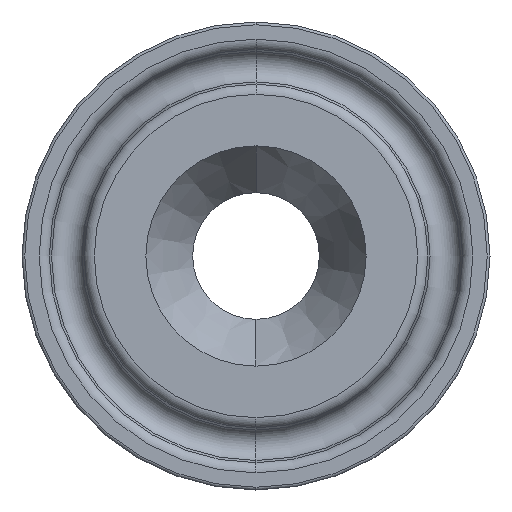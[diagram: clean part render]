
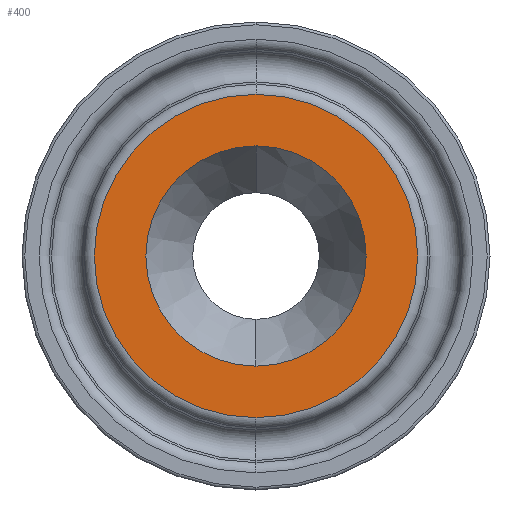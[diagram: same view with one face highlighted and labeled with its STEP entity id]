
A CAD part, left-side view. The second image highlights one B-rep face of the part: STEP entity #400.
In plain terms, the highlighted planar face has unit normal (-1, 0, 0).
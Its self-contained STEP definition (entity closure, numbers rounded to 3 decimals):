
#47 = EDGE_CURVE ( 'NONE', #668, #656, #448, .T. ) ;
#70 = EDGE_LOOP ( 'NONE', ( #156, #953 ) ) ;
#87 = CARTESIAN_POINT ( 'NONE',  ( 0., 0., 0. ) ) ;
#105 = ORIENTED_EDGE ( 'NONE', *, *, #363, .T. ) ;
#144 = DIRECTION ( 'NONE',  ( 0., 0., 1. ) ) ;
#147 = DIRECTION ( 'NONE',  ( 0., 0., -1. ) ) ;
#151 = CARTESIAN_POINT ( 'NONE',  ( 0., 0., 0. ) ) ;
#156 = ORIENTED_EDGE ( 'NONE', *, *, #875, .F. ) ;
#199 = FACE_OUTER_BOUND ( 'NONE', #896, .T. ) ;
#265 = DIRECTION ( 'NONE',  ( 0., 0., 1. ) ) ;
#313 = PLANE ( 'NONE',  #756 ) ;
#323 = AXIS2_PLACEMENT_3D ( 'NONE', #705, #606, #144 ) ;
#341 = FACE_BOUND ( 'NONE', #70, .T. ) ;
#357 = CIRCLE ( 'NONE', #323, 8. ) ;
#363 = EDGE_CURVE ( 'NONE', #656, #668, #489, .T. ) ;
#400 = ADVANCED_FACE ( 'NONE', ( #341, #199 ), #313, .F. ) ;
#448 = CIRCLE ( 'NONE', #963, 11.747 ) ;
#451 = AXIS2_PLACEMENT_3D ( 'NONE', #87, #460, #265 ) ;
#460 = DIRECTION ( 'NONE',  ( -1., 0., 0. ) ) ;
#479 = DIRECTION ( 'NONE',  ( 0., 0., 1. ) ) ;
#489 = CIRCLE ( 'NONE', #451, 11.747 ) ;
#599 = EDGE_CURVE ( 'NONE', #747, #823, #357, .T. ) ;
#606 = DIRECTION ( 'NONE',  ( -1., 0., 0. ) ) ;
#612 = CARTESIAN_POINT ( 'NONE',  ( 0., 0., 8. ) ) ;
#614 = CARTESIAN_POINT ( 'NONE',  ( 0., 0., -11.747 ) ) ;
#617 = DIRECTION ( 'NONE',  ( 0., 0., 1. ) ) ;
#618 = CARTESIAN_POINT ( 'NONE',  ( 0., 0., 11.747 ) ) ;
#656 = VERTEX_POINT ( 'NONE', #618 ) ;
#668 = VERTEX_POINT ( 'NONE', #614 ) ;
#705 = CARTESIAN_POINT ( 'NONE',  ( 0., 0., 0. ) ) ;
#708 = DIRECTION ( 'NONE',  ( -1., 0., 0. ) ) ;
#724 = ORIENTED_EDGE ( 'NONE', *, *, #47, .T. ) ;
#747 = VERTEX_POINT ( 'NONE', #960 ) ;
#756 = AXIS2_PLACEMENT_3D ( 'NONE', #812, #885, #147 ) ;
#782 = AXIS2_PLACEMENT_3D ( 'NONE', #1041, #708, #617 ) ;
#812 = CARTESIAN_POINT ( 'NONE',  ( 0., 11.747, 0. ) ) ;
#823 = VERTEX_POINT ( 'NONE', #612 ) ;
#846 = CIRCLE ( 'NONE', #782, 8. ) ;
#875 = EDGE_CURVE ( 'NONE', #823, #747, #846, .T. ) ;
#880 = DIRECTION ( 'NONE',  ( -1., 0., 0. ) ) ;
#885 = DIRECTION ( 'NONE',  ( 1., 0., 0. ) ) ;
#896 = EDGE_LOOP ( 'NONE', ( #105, #724 ) ) ;
#953 = ORIENTED_EDGE ( 'NONE', *, *, #599, .F. ) ;
#960 = CARTESIAN_POINT ( 'NONE',  ( 0., 0., -8. ) ) ;
#963 = AXIS2_PLACEMENT_3D ( 'NONE', #151, #880, #479 ) ;
#1041 = CARTESIAN_POINT ( 'NONE',  ( 0., 0., 0. ) ) ;
